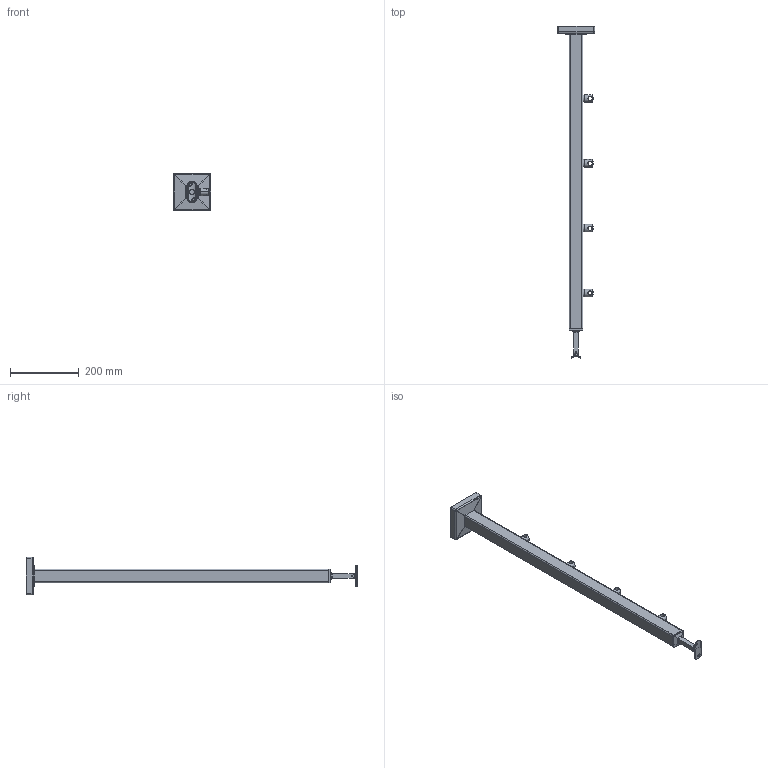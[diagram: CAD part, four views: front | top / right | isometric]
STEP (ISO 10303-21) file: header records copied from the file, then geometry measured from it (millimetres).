
FILE_DESCRIPTION (( 'STEP AP203' ), '1' );
FILE_NAME ('AJP-VS90-4D12.STEP', '2021-10-14T06:56:18', ( '' ), ( '' ), 'SwSTEP 2.0', 'SolidWorks 2019', '' );
FILE_SCHEMA (( 'CONFIG_CONTROL_DESIGN' ));
Length unit declared in the file: millimetre
Products named in the file (15): A-0830-000 P1_0; A_4718_042_0; M6x10_0; AJP-VS90-4D12; A-0830-000; A-0830-000 P2_0; AJP-VS90-4D12-TUBE; A-4940-040-ECO; A-4511-040; A-4718-042; A-1800-242; screw_iso_4029-m5x6-45h 000_0
Assembly tree (27 placements, depth 3):
  AJP-VS90-4D12
    A-4718-042
      A-1800-242
      A_4718_042_0
      M6x10_0
    A-0830-000
      screw_iso_4029-m5x6-45h 000_0  x2
      A-0830-000 P2_0
      A-0830-000 P1_0
    A-0830-000
      screw_iso_4029-m5x6-45h 000_0  x2
      A-0830-000 P2_0
      A-0830-000 P1_0
    A-0830-000
      screw_iso_4029-m5x6-45h 000_0  x2
      A-0830-000 P2_0
      A-0830-000 P1_0
    A-0830-000
      screw_iso_4029-m5x6-45h 000_0  x2
      A-0830-000 P2_0
      A-0830-000 P1_0
    AJP-VS90-4D12-TUBE
    A-4940-040-ECO
    A-4511-040
Bounding box: 108 x 962.58 x 108 mm (x, y, z)
Volume: 385019.9 mm3; surface area: 366325.3 mm2
Topology: 22 solids, 22 shells, 735 faces, 1851 edges, 1092 vertices
Faces by surface type: cylinder 326, plane 241, cone 94, sphere 60, torus 8, bspline 6
Entity records: 18755 total; most frequent: CARTESIAN_POINT 4648, DIRECTION 2612, ORIENTED_EDGE 2534, EDGE_CURVE 1267, AXIS2_PLACEMENT_3D 966, VERTEX_POINT 776, LINE 680, VECTOR 680
